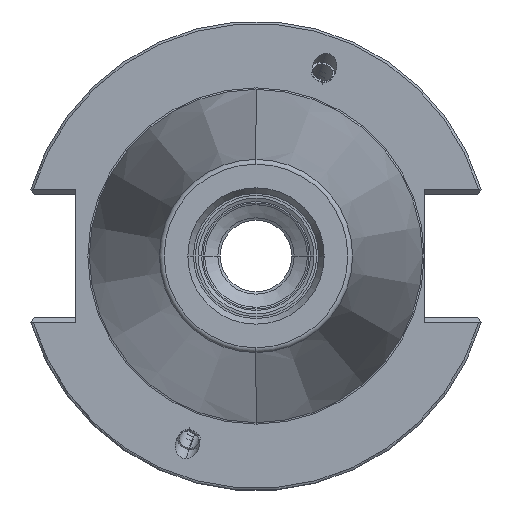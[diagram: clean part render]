
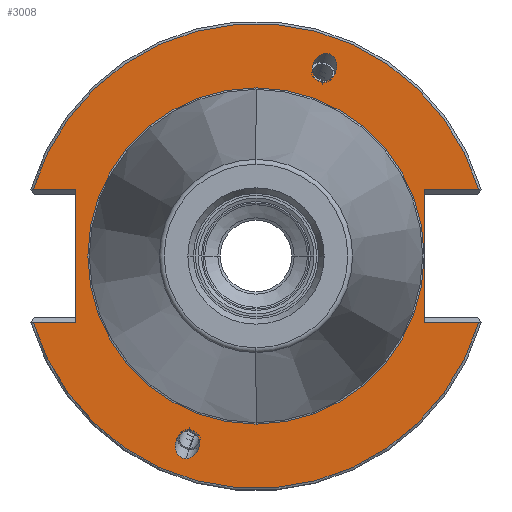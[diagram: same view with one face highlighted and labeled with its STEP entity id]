
A CAD part, left-side view. The second image highlights one B-rep face of the part: STEP entity #3008.
In plain terms, the highlighted planar face has unit normal (-1, 0, 0).
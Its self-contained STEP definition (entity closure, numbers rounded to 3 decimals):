
#431=DIRECTION('',(0.,0.,-1.));
#432=VECTOR('',#431,27.9);
#433=CARTESIAN_POINT('',(3.15,37.719,13.95));
#434=LINE('',#433,#432);
#551=DIRECTION('',(0.,0.,1.));
#552=VECTOR('',#551,27.9);
#553=CARTESIAN_POINT('',(3.15,-35.306,-13.95));
#554=LINE('',#553,#552);
#555=CARTESIAN_POINT('',(3.15,-46.672,-13.95));
#571=CARTESIAN_POINT('',(3.15,0.,0.));
#572=DIRECTION('',(-1.,0.,0.));
#573=DIRECTION('',(0.,0.958,-0.286));
#574=AXIS2_PLACEMENT_3D('',#571,#572,#573);
#655=CARTESIAN_POINT('',(3.15,46.672,-13.95));
#661=CARTESIAN_POINT('',(3.15,0.,0.));
#662=DIRECTION('',(1.,0.,0.));
#663=DIRECTION('',(0.,0.,1.));
#664=AXIS2_PLACEMENT_3D('',#661,#662,#663);
#666=CARTESIAN_POINT('',(3.15,0.,0.));
#667=DIRECTION('',(1.,0.,0.));
#668=DIRECTION('',(0.,0.,-1.));
#669=AXIS2_PLACEMENT_3D('',#666,#667,#668);
#671=DIRECTION('',(0.,-1.,0.));
#672=VECTOR('',#671,11.366);
#673=CARTESIAN_POINT('',(3.15,-35.306,13.95));
#674=LINE('',#673,#672);
#675=DIRECTION('',(0.,1.,0.));
#676=VECTOR('',#675,11.366);
#677=CARTESIAN_POINT('',(3.15,-46.672,-13.95));
#678=LINE('',#677,#676);
#679=DIRECTION('',(0.,1.,0.));
#680=VECTOR('',#679,8.953);
#681=CARTESIAN_POINT('',(3.15,37.719,-13.95));
#682=LINE('',#681,#680);
#683=DIRECTION('',(0.,-1.,0.));
#684=VECTOR('',#683,8.953);
#685=CARTESIAN_POINT('',(3.15,46.672,13.95));
#686=LINE('',#685,#684);
#687=CARTESIAN_POINT('',(3.15,14.694,-42.46));
#688=CARTESIAN_POINT('',(3.15,14.393,-42.46));
#689=CARTESIAN_POINT('',(3.15,13.73,-42.331));
#690=CARTESIAN_POINT('',(3.15,12.748,-41.648));
#691=CARTESIAN_POINT('',(3.15,12.046,-40.574));
#692=CARTESIAN_POINT('',(3.15,11.761,-39.467));
#693=CARTESIAN_POINT('',(3.15,11.802,-38.36));
#694=CARTESIAN_POINT('',(3.15,12.268,-37.286));
#695=CARTESIAN_POINT('',(3.15,13.1,-36.603));
#696=CARTESIAN_POINT('',(3.15,13.735,-36.474));
#697=CARTESIAN_POINT('',(3.15,14.036,-36.474));
#699=CARTESIAN_POINT('',(3.15,14.036,-36.474));
#700=CARTESIAN_POINT('',(3.15,14.336,-36.474));
#701=CARTESIAN_POINT('',(3.15,14.999,-36.603));
#702=CARTESIAN_POINT('',(3.15,15.982,-37.286));
#703=CARTESIAN_POINT('',(3.15,16.684,-38.36));
#704=CARTESIAN_POINT('',(3.15,16.969,-39.467));
#705=CARTESIAN_POINT('',(3.15,16.927,-40.574));
#706=CARTESIAN_POINT('',(3.15,16.461,-41.648));
#707=CARTESIAN_POINT('',(3.15,15.629,-42.331));
#708=CARTESIAN_POINT('',(3.15,14.994,-42.46));
#709=CARTESIAN_POINT('',(3.15,14.694,-42.46));
#711=CARTESIAN_POINT('',(3.15,-14.694,42.46));
#712=CARTESIAN_POINT('',(3.15,-14.393,42.46));
#713=CARTESIAN_POINT('',(3.15,-13.73,42.331));
#714=CARTESIAN_POINT('',(3.15,-12.748,41.648));
#715=CARTESIAN_POINT('',(3.15,-12.046,40.574));
#716=CARTESIAN_POINT('',(3.15,-11.761,39.467));
#717=CARTESIAN_POINT('',(3.15,-11.802,38.36));
#718=CARTESIAN_POINT('',(3.15,-12.268,37.286));
#719=CARTESIAN_POINT('',(3.15,-13.1,36.603));
#720=CARTESIAN_POINT('',(3.15,-13.735,36.474));
#721=CARTESIAN_POINT('',(3.15,-14.036,36.474));
#723=CARTESIAN_POINT('',(3.15,-14.036,36.474));
#724=CARTESIAN_POINT('',(3.15,-14.336,36.474));
#725=CARTESIAN_POINT('',(3.15,-14.999,36.603));
#726=CARTESIAN_POINT('',(3.15,-15.982,37.286));
#727=CARTESIAN_POINT('',(3.15,-16.684,38.36));
#728=CARTESIAN_POINT('',(3.15,-16.969,39.467));
#729=CARTESIAN_POINT('',(3.15,-16.927,40.574));
#730=CARTESIAN_POINT('',(3.15,-16.461,41.648));
#731=CARTESIAN_POINT('',(3.15,-15.629,42.331));
#732=CARTESIAN_POINT('',(3.15,-14.994,42.46));
#733=CARTESIAN_POINT('',(3.15,-14.694,42.46));
#778=CARTESIAN_POINT('',(3.15,0.,0.));
#779=DIRECTION('',(-1.,0.,0.));
#780=DIRECTION('',(0.,-0.958,0.286));
#781=AXIS2_PLACEMENT_3D('',#778,#779,#780);
#799=CARTESIAN_POINT('',(3.15,-46.672,13.95));
#805=CARTESIAN_POINT('',(3.15,46.672,13.95));
#1760=CARTESIAN_POINT('',(3.15,0.,35.225));
#1761=CARTESIAN_POINT('',(3.15,0.,-35.225));
#1762=VERTEX_POINT('',#1760);
#1763=VERTEX_POINT('',#1761);
#1790=CARTESIAN_POINT('',(3.15,37.719,-13.95));
#1791=VERTEX_POINT('',#1790);
#1792=CARTESIAN_POINT('',(3.15,37.719,13.95));
#1793=VERTEX_POINT('',#1792);
#1794=CARTESIAN_POINT('',(3.15,-35.306,-13.95));
#1795=VERTEX_POINT('',#1794);
#1796=CARTESIAN_POINT('',(3.15,-35.306,13.95));
#1797=VERTEX_POINT('',#1796);
#1856=VERTEX_POINT('',#655);
#1857=VERTEX_POINT('',#555);
#1862=VERTEX_POINT('',#799);
#1863=VERTEX_POINT('',#805);
#1886=VERTEX_POINT('',#687);
#1887=VERTEX_POINT('',#697);
#1932=CARTESIAN_POINT('',(3.15,-14.694,42.46));
#1933=VERTEX_POINT('',#1932);
#1934=CARTESIAN_POINT('',(3.15,-14.036,36.474));
#1935=VERTEX_POINT('',#1934);
#2972=CARTESIAN_POINT('',(3.15,0.,0.));
#2973=DIRECTION('',(1.,0.,0.));
#2974=DIRECTION('',(0.,0.,1.));
#2975=AXIS2_PLACEMENT_3D('',#2972,#2973,#2974);
#2976=PLANE('',#2975);
#2978=ORIENTED_EDGE('',*,*,#2977,.F.);
#2980=ORIENTED_EDGE('',*,*,#2979,.F.);
#2981=ORIENTED_EDGE('',*,*,#2805,.F.);
#2982=ORIENTED_EDGE('',*,*,#2820,.F.);
#2983=ORIENTED_EDGE('',*,*,#2840,.F.);
#2984=ORIENTED_EDGE('',*,*,#2967,.F.);
#2985=ORIENTED_EDGE('',*,*,#2631,.F.);
#2987=ORIENTED_EDGE('',*,*,#2986,.F.);
#2988=EDGE_LOOP('',(#2978,#2980,#2981,#2982,#2983,#2984,#2985,#2987));
#2989=FACE_OUTER_BOUND('',#2988,.F.);
#2991=ORIENTED_EDGE('',*,*,#2990,.F.);
#2993=ORIENTED_EDGE('',*,*,#2992,.F.);
#2994=EDGE_LOOP('',(#2991,#2993));
#2995=FACE_BOUND('',#2994,.F.);
#2997=ORIENTED_EDGE('',*,*,#2996,.T.);
#2999=ORIENTED_EDGE('',*,*,#2998,.T.);
#3000=EDGE_LOOP('',(#2997,#2999));
#3001=FACE_BOUND('',#3000,.F.);
#3003=ORIENTED_EDGE('',*,*,#3002,.T.);
#3005=ORIENTED_EDGE('',*,*,#3004,.T.);
#3006=EDGE_LOOP('',(#3003,#3005));
#3007=FACE_BOUND('',#3006,.F.);
#3008=ADVANCED_FACE('',(#2989,#2995,#3001,#3007),#2976,.F.);
#575=CIRCLE('',#574,48.713);
#665=CIRCLE('',#664,35.225);
#670=CIRCLE('',#669,35.225);
#698=B_SPLINE_CURVE_WITH_KNOTS('',3,(#687,#688,#689,#690,#691,#692,#693,#694,
#695,#696,#697),.UNSPECIFIED.,.F.,.F.,(4,1,1,1,1,1,1,1,4),(0.,0.125,0.25,
0.375,0.5,0.625,0.75,0.875,1.),.UNSPECIFIED.);
#710=B_SPLINE_CURVE_WITH_KNOTS('',3,(#699,#700,#701,#702,#703,#704,#705,#706,
#707,#708,#709),.UNSPECIFIED.,.F.,.F.,(4,1,1,1,1,1,1,1,4),(0.,0.125,0.25,
0.375,0.5,0.625,0.75,0.875,1.),.UNSPECIFIED.);
#722=B_SPLINE_CURVE_WITH_KNOTS('',3,(#711,#712,#713,#714,#715,#716,#717,#718,
#719,#720,#721),.UNSPECIFIED.,.F.,.F.,(4,1,1,1,1,1,1,1,4),(0.,0.125,0.25,
0.375,0.5,0.625,0.75,0.875,1.),.UNSPECIFIED.);
#734=B_SPLINE_CURVE_WITH_KNOTS('',3,(#723,#724,#725,#726,#727,#728,#729,#730,
#731,#732,#733),.UNSPECIFIED.,.F.,.F.,(4,1,1,1,1,1,1,1,4),(0.,0.125,0.25,
0.375,0.5,0.625,0.75,0.875,1.),.UNSPECIFIED.);
#782=CIRCLE('',#781,48.713);
#2631=EDGE_CURVE('',#1793,#1791,#434,.T.);
#2805=EDGE_CURVE('',#1795,#1797,#554,.T.);
#2820=EDGE_CURVE('',#1857,#1795,#678,.T.);
#2840=EDGE_CURVE('',#1856,#1857,#575,.T.);
#2967=EDGE_CURVE('',#1791,#1856,#682,.T.);
#2977=EDGE_CURVE('',#1862,#1863,#782,.T.);
#2979=EDGE_CURVE('',#1797,#1862,#674,.T.);
#2986=EDGE_CURVE('',#1863,#1793,#686,.T.);
#2990=EDGE_CURVE('',#1762,#1763,#665,.T.);
#2992=EDGE_CURVE('',#1763,#1762,#670,.T.);
#2996=EDGE_CURVE('',#1886,#1887,#698,.T.);
#2998=EDGE_CURVE('',#1887,#1886,#710,.T.);
#3002=EDGE_CURVE('',#1933,#1935,#722,.T.);
#3004=EDGE_CURVE('',#1935,#1933,#734,.T.);
